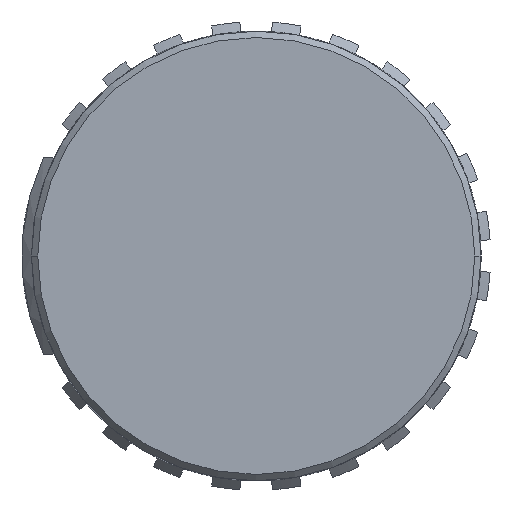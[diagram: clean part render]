
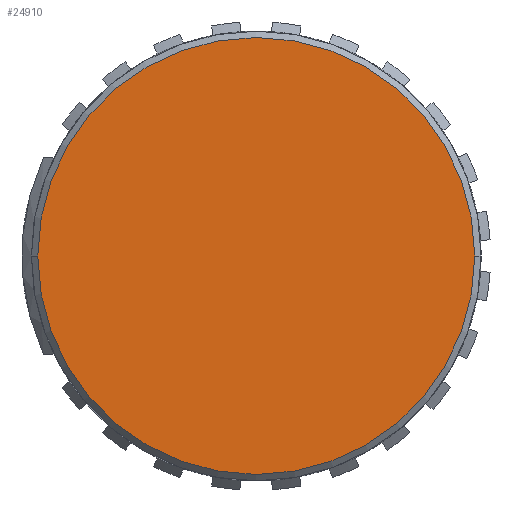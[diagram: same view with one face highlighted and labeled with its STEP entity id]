
A CAD part, left-side view. The second image highlights one B-rep face of the part: STEP entity #24910.
In plain terms, the highlighted face is planar.
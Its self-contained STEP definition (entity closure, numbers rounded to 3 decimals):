
#19160=CARTESIAN_POINT('',(-0.009,6.9,-8.98));
#19170=VERTEX_POINT('',#19160);
#19220=CARTESIAN_POINT('',(-0.009,0.,
-8.98));
#19230=DIRECTION('',(0.,0.,1.));
#19240=DIRECTION('',(0.,-1.,0.));
#19250=AXIS2_PLACEMENT_3D('',#19220,#19230,#19240);
#19260=CIRCLE('',#19250,6.9);
#19270=CARTESIAN_POINT('',(-0.009,-6.9,-8.98));
#19280=VERTEX_POINT('',#19270);
#19290=EDGE_CURVE('',#19280,#19170,#19260,.T.);
#24810=CARTESIAN_POINT('',(-0.009,3.55,-8.98));
#24820=DIRECTION('',(0.,0.,-1.));
#24830=DIRECTION('',(0.,1.,0.));
#24840=AXIS2_PLACEMENT_3D('',#24810,#24820,#24830);
#24850=PLANE('',#24840);
#24860=EDGE_CURVE('',#19170,#19280,#19260,.T.);
#24870=ORIENTED_EDGE('',*,*,#24860,.F.);
#24880=ORIENTED_EDGE('',*,*,#19290,.F.);
#24890=EDGE_LOOP('',(#24880,#24870));
#24900=FACE_OUTER_BOUND('',#24890,.T.);
#24910=ADVANCED_FACE('',(#24900),#24850,.T.);
